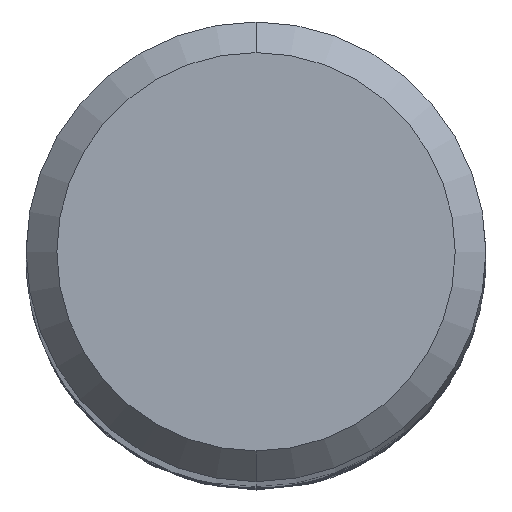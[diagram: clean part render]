
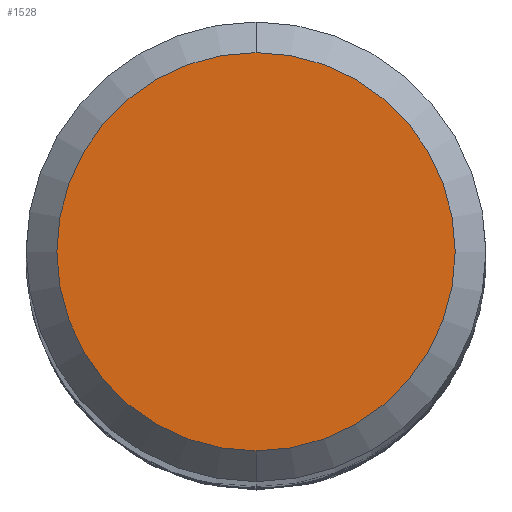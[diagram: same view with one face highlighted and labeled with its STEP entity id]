
A CAD part, top view. The second image highlights one B-rep face of the part: STEP entity #1528.
In plain terms, the highlighted planar face has unit normal (0, 0, 1).
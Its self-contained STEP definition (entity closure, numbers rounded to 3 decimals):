
#950=VERTEX_POINT('',#2079);
#960=EDGE_CURVE('',#950,#1600,#2089,.T.);
#1024=EDGE_CURVE('',#1600,#950,#2159,.T.);
#1528=ADVANCED_FACE('',(#2703),#2704,.T.);
#1600=VERTEX_POINT('',#2784);
#2079=CARTESIAN_POINT('',(0.,-2.6,0.0));
#2089=CIRCLE('',#6144,2.6);
#2159=CIRCLE('',#7678,2.6);
#2703=FACE_OUTER_BOUND('',#12721,.T.);
#2704=PLANE('',#12722);
#2784=CARTESIAN_POINT('',(0.0,2.6,0.0));
#6144=AXIS2_PLACEMENT_3D('',#13858,#13859,#13860);
#7678=AXIS2_PLACEMENT_3D('',#13913,#13914,#13915);
#12721=EDGE_LOOP('',(#14442,#14443));
#12722=AXIS2_PLACEMENT_3D('',#14444,#14445,#14446);
#13858=CARTESIAN_POINT('',(0.0,0.0,0.0));
#13859=DIRECTION('',(0.0,0.0,-1.0));
#13860=DIRECTION('',(0.0,1.0,0.0));
#13913=CARTESIAN_POINT('',(0.0,0.0,0.0));
#13914=DIRECTION('',(0.0,0.0,-1.0));
#13915=DIRECTION('',(0.0,1.0,0.0));
#14442=ORIENTED_EDGE('',*,*,#1024,.F.);
#14443=ORIENTED_EDGE('',*,*,#960,.F.);
#14444=CARTESIAN_POINT('',(0.0,1.3,0.0));
#14445=DIRECTION('',(-0.0,0.0,1.0));
#14446=DIRECTION('',(0.0,-1.0,0.0));
